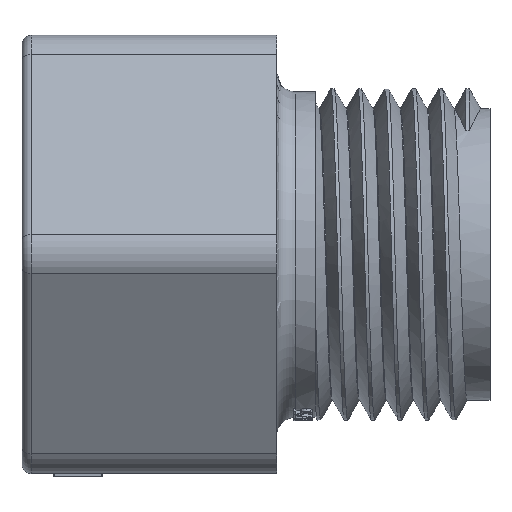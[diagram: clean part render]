
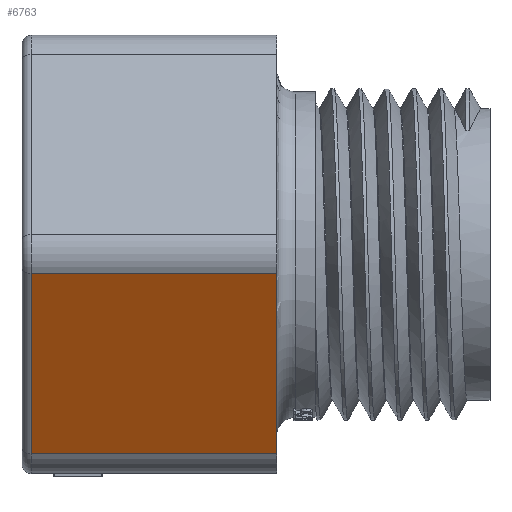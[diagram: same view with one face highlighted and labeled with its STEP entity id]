
A CAD part, top view. The second image highlights one B-rep face of the part: STEP entity #6763.
In plain terms, the highlighted planar face has unit normal (0, -0.5, 0.866).
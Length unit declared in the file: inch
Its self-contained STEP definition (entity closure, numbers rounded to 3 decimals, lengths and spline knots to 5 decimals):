
#853=FACE_OUTER_BOUND('',#1248,.T.);
#1248=EDGE_LOOP('',(#6136,#6137,#6138,#6139));
#1702=LINE('',#11929,#2305);
#1723=LINE('',#12012,#2326);
#1865=LINE('',#12729,#2468);
#1869=LINE('',#12746,#2472);
#2305=VECTOR('',#8041,0.6703);
#2326=VECTOR('',#8136,0.79);
#2468=VECTOR('',#8378,0.6703);
#2472=VECTOR('',#8402,0.79);
#3061=VERTEX_POINT('',#11922);
#3063=VERTEX_POINT('',#11927);
#3088=VERTEX_POINT('',#12011);
#3225=VERTEX_POINT('',#12728);
#3947=EDGE_CURVE('',#3063,#3061,#1702,.T.);
#3989=EDGE_CURVE('',#3061,#3088,#1723,.T.);
#4194=EDGE_CURVE('',#3225,#3088,#1865,.T.);
#4202=EDGE_CURVE('',#3225,#3063,#1869,.T.);
#6136=ORIENTED_EDGE('',*,*,#3947,.F.);
#6137=ORIENTED_EDGE('',*,*,#4202,.F.);
#6138=ORIENTED_EDGE('',*,*,#4194,.T.);
#6139=ORIENTED_EDGE('',*,*,#3989,.F.);
#6412=PLANE('',#7116);
#6763=ADVANCED_FACE('',(#853),#6412,.T.);
#7116=AXIS2_PLACEMENT_3D('',#12747,#8403,#8404);
#8041=DIRECTION('',(0.,0.866,0.5));
#8136=DIRECTION('',(1.,0.,0.));
#8378=DIRECTION('',(0.,0.866,0.5));
#8402=DIRECTION('',(-1.,0.,0.));
#8403=DIRECTION('center_axis',(0.,-0.5,0.866));
#8404=DIRECTION('ref_axis',(0.,0.866,0.5));
#11922=CARTESIAN_POINT('',(-0.79,-0.0625,0.77856));
#11927=CARTESIAN_POINT('',(-0.79,-0.643,0.44341));
#11929=CARTESIAN_POINT('',(-0.79,-0.26456,0.6619));
#12011=CARTESIAN_POINT('',(0.,-0.0625,0.77856));
#12012=CARTESIAN_POINT('',(0.,-0.0625,0.77856));
#12728=CARTESIAN_POINT('',(0.,-0.643,0.44341));
#12729=CARTESIAN_POINT('',(0.,-0.7055,0.40732));
#12746=CARTESIAN_POINT('',(0.,-0.643,0.44341));
#12747=CARTESIAN_POINT('Origin',(0.,-0.7055,0.40732));
